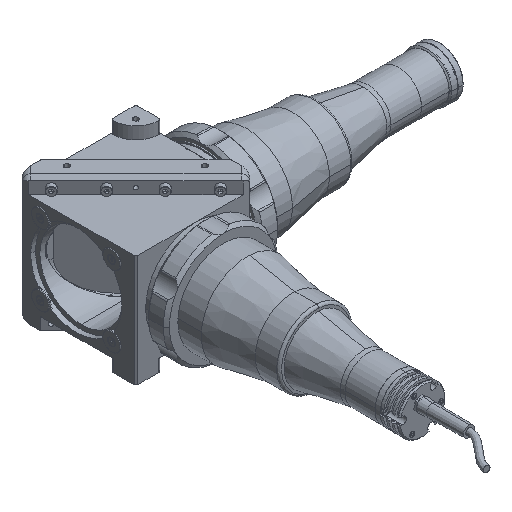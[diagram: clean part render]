
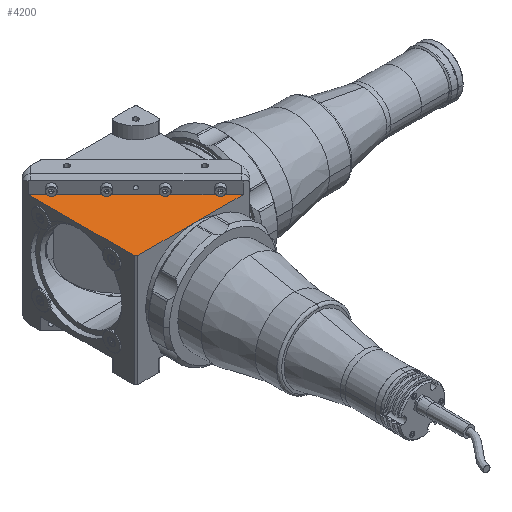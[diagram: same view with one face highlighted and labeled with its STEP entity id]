
A CAD part, isometric view. The second image highlights one B-rep face of the part: STEP entity #4200.
In plain terms, the highlighted planar face has unit normal (0, 0, 1).
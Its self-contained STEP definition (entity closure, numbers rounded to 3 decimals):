
#1010 = EDGE_CURVE ( 'NONE', #8900, #19577, #22502, .T. ) ;
#1177 = CARTESIAN_POINT ( 'NONE',  ( 49.032, -49.032, 41. ) ) ;
#1563 = VERTEX_POINT ( 'NONE', #2631 ) ;
#1610 = PLANE ( 'NONE',  #3112 ) ;
#1829 = EDGE_CURVE ( 'NONE', #12545, #8900, #10629, .T. ) ;
#2602 = DIRECTION ( 'NONE',  ( -1., 0., 0. ) ) ;
#2631 = CARTESIAN_POINT ( 'NONE',  ( 0., -49.032, 41. ) ) ;
#3112 = AXIS2_PLACEMENT_3D ( 'NONE', #21511, #5155, #17700 ) ;
#3382 = ORIENTED_EDGE ( 'NONE', *, *, #15217, .T. ) ;
#3756 = ORIENTED_EDGE ( 'NONE', *, *, #1010, .F. ) ;
#3903 = CARTESIAN_POINT ( 'NONE',  ( -49.032, 39.132, 41. ) ) ;
#4200 = ADVANCED_FACE ( 'NONE', ( #15779 ), #1610, .T. ) ;
#4573 = LINE ( 'NONE', #23070, #10683 ) ;
#5155 = DIRECTION ( 'NONE',  ( 0., 0., 1. ) ) ;
#6264 = CARTESIAN_POINT ( 'NONE',  ( 49.032, -49.032, 41. ) ) ;
#6396 = CARTESIAN_POINT ( 'NONE',  ( -49.032, -47.617, 41. ) ) ;
#6542 = CARTESIAN_POINT ( 'NONE',  ( -47.617, -49.032, 41. ) ) ;
#8900 = VERTEX_POINT ( 'NONE', #3903 ) ;
#8938 = DIRECTION ( 'NONE',  ( 0., 1., 0. ) ) ;
#10090 = CARTESIAN_POINT ( 'NONE',  ( 39.132, -49.032, 41. ) ) ;
#10190 = CARTESIAN_POINT ( 'NONE',  ( 39.132, -49.032, 41. ) ) ;
#10629 = LINE ( 'NONE', #23272, #15448 ) ;
#10683 = VECTOR ( 'NONE', #12203, 1000. ) ;
#12203 = DIRECTION ( 'NONE',  ( 0.707, -0.707, 0. ) ) ;
#12545 = VERTEX_POINT ( 'NONE', #6396 ) ;
#12839 = VECTOR ( 'NONE', #17495, 1000. ) ;
#13301 = VERTEX_POINT ( 'NONE', #6542 ) ;
#13423 = LINE ( 'NONE', #6264, #16604 ) ;
#13504 = VECTOR ( 'NONE', #22863, 1000. ) ;
#15217 = EDGE_CURVE ( 'NONE', #12545, #13301, #4573, .T. ) ;
#15448 = VECTOR ( 'NONE', #8938, 1000. ) ;
#15456 = LINE ( 'NONE', #1177, #12839 ) ;
#15523 = ORIENTED_EDGE ( 'NONE', *, *, #1829, .F. ) ;
#15779 = FACE_OUTER_BOUND ( 'NONE', #21201, .T. ) ;
#16604 = VECTOR ( 'NONE', #2602, 1000. ) ;
#17495 = DIRECTION ( 'NONE',  ( -1., 0., 0. ) ) ;
#17700 = DIRECTION ( 'NONE',  ( 1., 0., 0. ) ) ;
#19577 = VERTEX_POINT ( 'NONE', #10190 ) ;
#21201 = EDGE_LOOP ( 'NONE', ( #23556, #3756, #15523, #3382, #22189 ) ) ;
#21511 = CARTESIAN_POINT ( 'NONE',  ( 0., 0., 41. ) ) ;
#22189 = ORIENTED_EDGE ( 'NONE', *, *, #23431, .F. ) ;
#22502 = LINE ( 'NONE', #10090, #13504 ) ;
#22676 = EDGE_CURVE ( 'NONE', #19577, #1563, #13423, .T. ) ;
#22863 = DIRECTION ( 'NONE',  ( 0.707, -0.707, 0. ) ) ;
#23070 = CARTESIAN_POINT ( 'NONE',  ( -49.032, -47.617, 41. ) ) ;
#23272 = CARTESIAN_POINT ( 'NONE',  ( -49.032, -49.032, 41. ) ) ;
#23431 = EDGE_CURVE ( 'NONE', #1563, #13301, #15456, .T. ) ;
#23556 = ORIENTED_EDGE ( 'NONE', *, *, #22676, .F. ) ;
